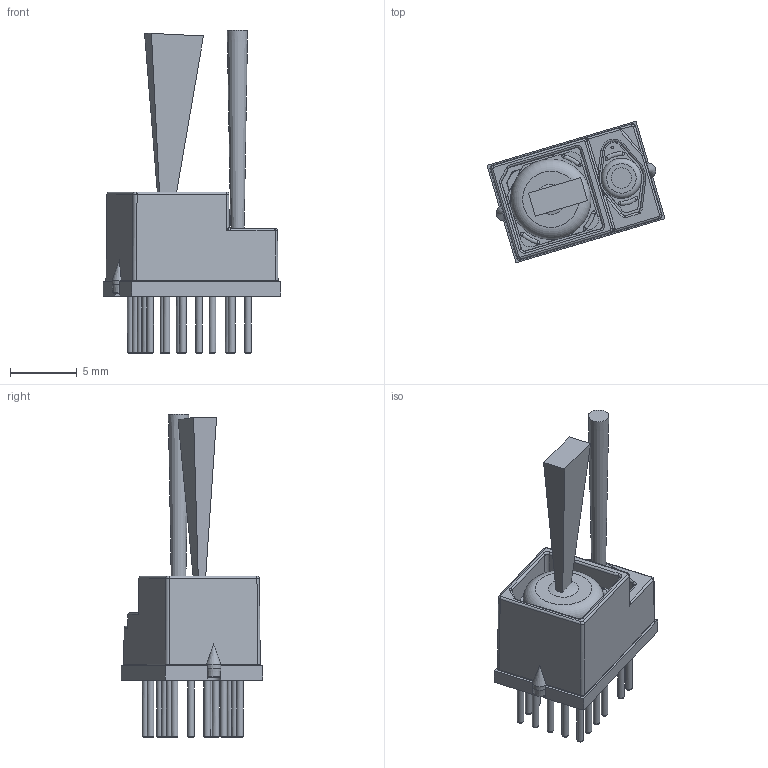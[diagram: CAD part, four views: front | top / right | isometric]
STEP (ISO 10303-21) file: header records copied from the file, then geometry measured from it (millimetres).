
FILE_DESCRIPTION(/* description */ (''),/* implementation_level */ '2;1');
FILE_NAME(/* name */ 'AFBR-S50LV85D_Customer (FOV+BD).stp',/* time_stamp */ '2020-10-22T21:27:26+02:00',/* author */ ('marcinm'),/* organization */ ('Broadcom Ltd.'),/* preprocessor_version */ 'ST-DEVELOPER v17',/* originating_system */ 'Autodesk Inventor 2019',/* authorisation */ '');
FILE_SCHEMA (('AUTOMOTIVE_DESIGN { 1 0 10303 214 3 1 1 }'));
Length unit declared in the file: millimetre
Products named in the file (4): AFBR-S50LV85D_Customer (FOV+BD); VCSEL Beam-Divergence; IC Field of View; AFBR-S50LV85D -S50MV68B_Customer
Assembly tree (3 placements, depth 2):
  AFBR-S50LV85D_Customer (FOV+BD)
    VCSEL Beam-Divergence
    IC Field of View
    AFBR-S50LV85D -S50MV68B_Customer
Bounding box: 13.28 x 10.58 x 24.13 mm (x, y, z)
Volume: 592 mm3; surface area: 959.4 mm2
Topology: 3 solids, 12 shells, 730 faces, 1900 edges, 1221 vertices
Faces by surface type: plane 425, cylinder 164, bspline 53, cone 41, torus 27, sphere 20
Full cylindrical faces by diameter (mm): 0.2 x1, 0.3 x5, 0.5 x15, 0.6 x15, 3 x1, 6 x1
Entity records: 25782 total; most frequent: CARTESIAN_POINT 6772, DIRECTION 3928, ORIENTED_EDGE 3774, EDGE_CURVE 1887, AXIS2_PLACEMENT_3D 1429, VERTEX_POINT 1207, LINE 1070, VECTOR 1070
